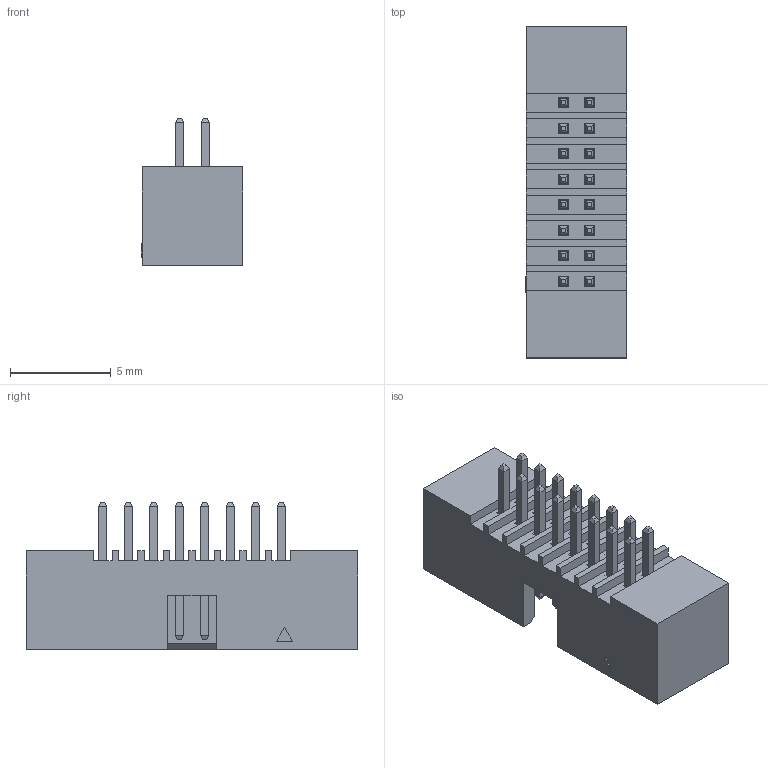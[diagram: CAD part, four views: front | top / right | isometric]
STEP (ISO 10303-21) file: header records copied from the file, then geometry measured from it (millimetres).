
FILE_DESCRIPTION((''),'2;1');
FILE_NAME('2195S-16X_ASM','2020-12-10T11:16:20',('Acer'),(''),'CREO PARAMETRIC BY PTC INC, 2018100','CREO PARAMETRIC BY PTC INC, 2018100','');
FILE_SCHEMA(('CONFIG_CONTROL_DESIGN'));
Length unit declared in the file: millimetre
Products named in the file (3): 801-2195-16; 802A-0_4; 2195S-16X_ASM
Assembly tree (17 placements, depth 2):
  2195S-16X_ASM
    801-2195-16
    802A-0_4  x16
Bounding box: 5.05 x 16.51 x 7.3 mm (x, y, z)
Volume: 235.4 mm3; surface area: 708.6 mm2
Topology: 17 solids, 17 shells, 407 faces, 920 edges, 548 vertices
Faces by surface type: plane 407
Entity records: 5978 total; most frequent: CARTESIAN_POINT 1025, ORIENTED_EDGE 1000, DIRECTION 934, VECTOR 500, LINE 500, EDGE_CURVE 500, VERTEX_POINT 308, EDGE_LOOP 230
